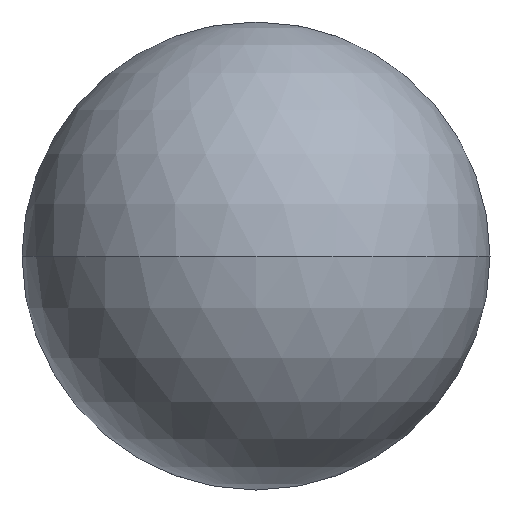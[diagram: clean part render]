
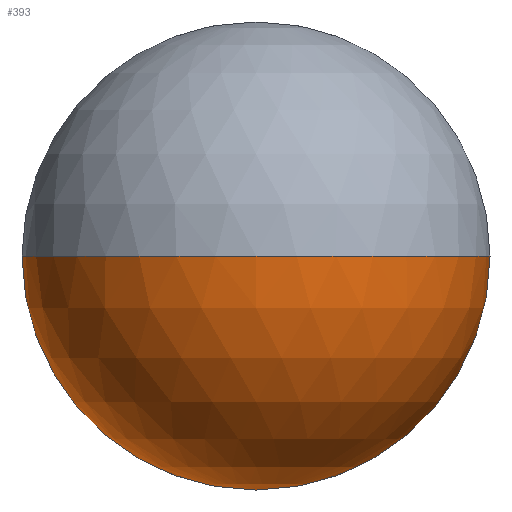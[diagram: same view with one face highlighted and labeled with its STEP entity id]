
A CAD part, left-side view. The second image highlights one B-rep face of the part: STEP entity #393.
In plain terms, the highlighted spherical face has radius 8 mm.
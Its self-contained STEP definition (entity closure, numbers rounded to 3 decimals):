
#7 = EDGE_CURVE ( 'NONE', #162, #156, #176, .T. ) ;
#15 = AXIS2_PLACEMENT_3D ( 'NONE', #378, #349, #221 ) ;
#16 = CARTESIAN_POINT ( 'NONE',  ( 8., 0., 0. ) ) ;
#34 = EDGE_LOOP ( 'NONE', ( #123, #372, #215, #121 ) ) ;
#36 = DIRECTION ( 'NONE',  ( 0., 1., 0. ) ) ;
#41 = AXIS2_PLACEMENT_3D ( 'NONE', #249, #100, #36 ) ;
#63 = DIRECTION ( 'NONE',  ( -1., 0., 0. ) ) ;
#89 = EDGE_CURVE ( 'NONE', #126, #395, #93, .T. ) ;
#93 = CIRCLE ( 'NONE', #209, 8. ) ;
#94 = CARTESIAN_POINT ( 'NONE',  ( 8., 0., 0. ) ) ;
#100 = DIRECTION ( 'NONE',  ( 0., 0., -1. ) ) ;
#105 = FACE_OUTER_BOUND ( 'NONE', #34, .T. ) ;
#121 = ORIENTED_EDGE ( 'NONE', *, *, #89, .F. ) ;
#123 = ORIENTED_EDGE ( 'NONE', *, *, #295, .T. ) ;
#126 = VERTEX_POINT ( 'NONE', #232 ) ;
#138 = CIRCLE ( 'NONE', #360, 8. ) ;
#156 = VERTEX_POINT ( 'NONE', #234 ) ;
#162 = VERTEX_POINT ( 'NONE', #231 ) ;
#163 = CARTESIAN_POINT ( 'NONE',  ( 0., 0., 0. ) ) ;
#176 = CIRCLE ( 'NONE', #274, 8. ) ;
#186 = CIRCLE ( 'NONE', #15, 8. ) ;
#209 = AXIS2_PLACEMENT_3D ( 'NONE', #16, #384, #377 ) ;
#213 = DIRECTION ( 'NONE',  ( 0., 0., 1. ) ) ;
#214 = SPHERICAL_SURFACE ( 'NONE', #41, 8. ) ;
#215 = ORIENTED_EDGE ( 'NONE', *, *, #300, .T. ) ;
#221 = DIRECTION ( 'NONE',  ( 0., 1., 0. ) ) ;
#231 = CARTESIAN_POINT ( 'NONE',  ( 8., 0., -8. ) ) ;
#232 = CARTESIAN_POINT ( 'NONE',  ( 8., 8., 0. ) ) ;
#234 = CARTESIAN_POINT ( 'NONE',  ( 8., -8., 0. ) ) ;
#249 = CARTESIAN_POINT ( 'NONE',  ( 8., 0., 0. ) ) ;
#260 = DIRECTION ( 'NONE',  ( -1., 0., 0. ) ) ;
#274 = AXIS2_PLACEMENT_3D ( 'NONE', #94, #63, #213 ) ;
#295 = EDGE_CURVE ( 'NONE', #126, #162, #138, .T. ) ;
#300 = EDGE_CURVE ( 'NONE', #156, #395, #186, .T. ) ;
#337 = CARTESIAN_POINT ( 'NONE',  ( 8., 0., 0. ) ) ;
#346 = DIRECTION ( 'NONE',  ( 0., 0., 1. ) ) ;
#349 = DIRECTION ( 'NONE',  ( 0., 0., -1. ) ) ;
#360 = AXIS2_PLACEMENT_3D ( 'NONE', #337, #260, #346 ) ;
#372 = ORIENTED_EDGE ( 'NONE', *, *, #7, .T. ) ;
#377 = DIRECTION ( 'NONE',  ( 1., 0., 0. ) ) ;
#378 = CARTESIAN_POINT ( 'NONE',  ( 8., 0., 0. ) ) ;
#384 = DIRECTION ( 'NONE',  ( 0., 0., 1. ) ) ;
#393 = ADVANCED_FACE ( 'NONE', ( #105 ), #214, .T. ) ;
#395 = VERTEX_POINT ( 'NONE', #163 ) ;
